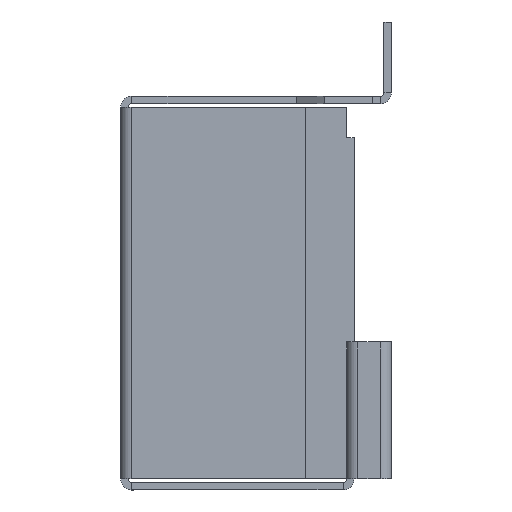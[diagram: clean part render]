
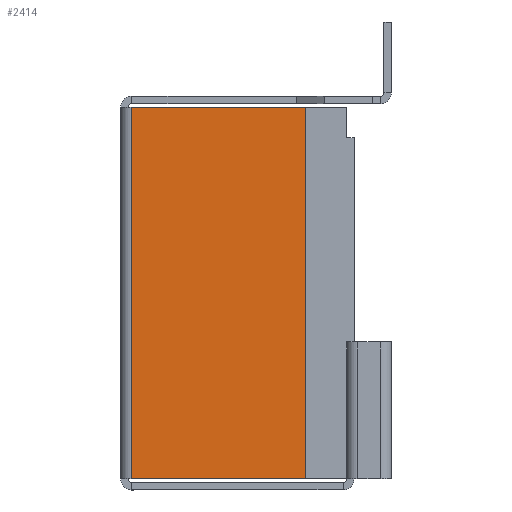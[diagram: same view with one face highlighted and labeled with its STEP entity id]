
A CAD part, left-side view. The second image highlights one B-rep face of the part: STEP entity #2414.
In plain terms, the highlighted planar face has unit normal (-1, 0, 0).
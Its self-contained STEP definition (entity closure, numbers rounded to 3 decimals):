
#30 = VECTOR ( 'NONE', #3440, 1000. ) ;
#66 = DIRECTION ( 'NONE',  ( 0., 0., -1. ) ) ;
#489 = LINE ( 'NONE', #1941, #30 ) ;
#597 = CARTESIAN_POINT ( 'NONE',  ( -35.436, 0.014, -248.131 ) ) ;
#615 = DIRECTION ( 'NONE',  ( 0., -1., 0. ) ) ;
#711 = VERTEX_POINT ( 'NONE', #1015 ) ;
#782 = CARTESIAN_POINT ( 'NONE',  ( -35.436, -4.986, -248.131 ) ) ;
#843 = LINE ( 'NONE', #1540, #2691 ) ;
#1015 = CARTESIAN_POINT ( 'NONE',  ( -35.436, -0.3, -238.131 ) ) ;
#1085 = VECTOR ( 'NONE', #2275, 1000. ) ;
#1258 = VERTEX_POINT ( 'NONE', #2918 ) ;
#1345 = CARTESIAN_POINT ( 'NONE',  ( -35.436, -4.986, -248.131 ) ) ;
#1361 = EDGE_CURVE ( 'NONE', #4684, #711, #843, .T. ) ;
#1540 = CARTESIAN_POINT ( 'NONE',  ( -35.436, -0.3, 0. ) ) ;
#1941 = CARTESIAN_POINT ( 'NONE',  ( -35.436, 0.014, -238.131 ) ) ;
#1972 = VERTEX_POINT ( 'NONE', #1345 ) ;
#2198 = CARTESIAN_POINT ( 'NONE',  ( -35.436, -0.3, -248.131 ) ) ;
#2212 = DIRECTION ( 'NONE',  ( 1., 0., 0. ) ) ;
#2275 = DIRECTION ( 'NONE',  ( 0., 0., 1. ) ) ;
#2286 = CARTESIAN_POINT ( 'NONE',  ( -35.436, 35.15, 0. ) ) ;
#2414 = ADVANCED_FACE ( 'NONE', ( #3729 ), #2601, .F. ) ;
#2441 = ORIENTED_EDGE ( 'NONE', *, *, #3120, .T. ) ;
#2480 = ORIENTED_EDGE ( 'NONE', *, *, #3688, .T. ) ;
#2601 = PLANE ( 'NONE',  #3136 ) ;
#2691 = VECTOR ( 'NONE', #3123, 1000. ) ;
#2918 = CARTESIAN_POINT ( 'NONE',  ( -35.436, -4.986, -238.131 ) ) ;
#3120 = EDGE_CURVE ( 'NONE', #1972, #1258, #4112, .T. ) ;
#3123 = DIRECTION ( 'NONE',  ( 0., 0., 1. ) ) ;
#3136 = AXIS2_PLACEMENT_3D ( 'NONE', #2286, #2212, #66 ) ;
#3440 = DIRECTION ( 'NONE',  ( 0., 1., 0. ) ) ;
#3688 = EDGE_CURVE ( 'NONE', #4684, #1972, #3919, .T. ) ;
#3729 = FACE_OUTER_BOUND ( 'NONE', #4451, .T. ) ;
#3907 = EDGE_CURVE ( 'NONE', #1258, #711, #489, .T. ) ;
#3919 = LINE ( 'NONE', #597, #4396 ) ;
#4058 = ORIENTED_EDGE ( 'NONE', *, *, #1361, .F. ) ;
#4112 = LINE ( 'NONE', #782, #1085 ) ;
#4396 = VECTOR ( 'NONE', #615, 1000. ) ;
#4451 = EDGE_LOOP ( 'NONE', ( #4058, #2480, #2441, #4695 ) ) ;
#4684 = VERTEX_POINT ( 'NONE', #2198 ) ;
#4695 = ORIENTED_EDGE ( 'NONE', *, *, #3907, .T. ) ;
